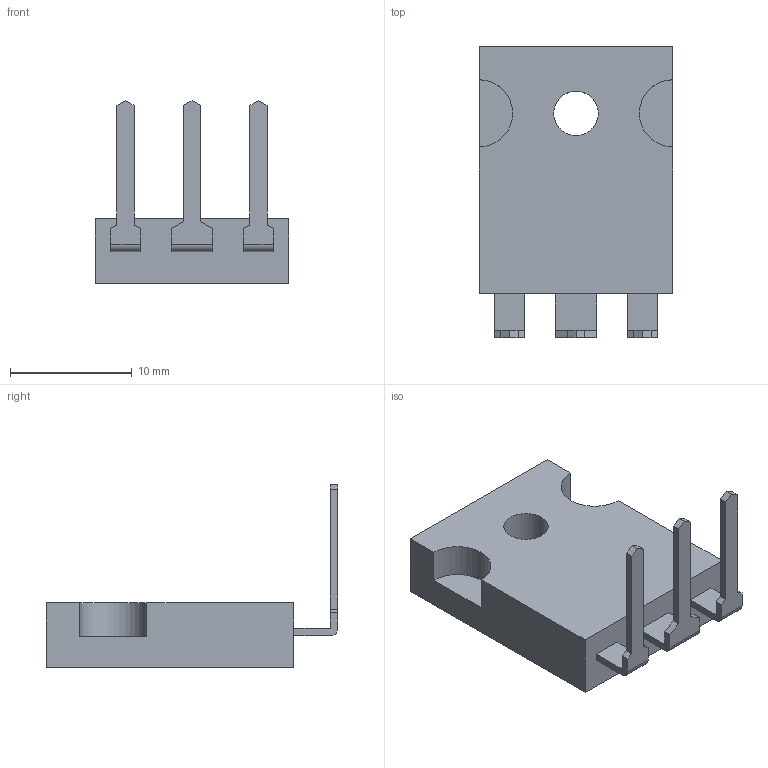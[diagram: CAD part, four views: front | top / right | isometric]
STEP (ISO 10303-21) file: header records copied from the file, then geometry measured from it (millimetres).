
FILE_DESCRIPTION(/* description */ (''),/* implementation_level */ '2;1');
FILE_NAME(/* name */ 'TO-247 v20.step',/* time_stamp */ '2019-01-24T14:57:16-06:00',/* author */ ('bmboucher'),/* organization */ (''),/* preprocessor_version */ 'ST-DEVELOPER v17.2',/* originating_system */ 'Autodesk Translation Framework v7.6.0.251',/* authorisation */ '');
FILE_SCHEMA (('AUTOMOTIVE_DESIGN { 1 0 10303 214 3 1 1 }'));
Length unit declared in the file: millimetre
Products named in the file (1): TO-247
Bounding box: 15.9 x 23.9 x 15 mm (x, y, z)
Volume: 1638.6 mm3; surface area: 1315.9 mm2
Topology: 4 solids, 4 shells, 53 faces, 136 edges, 91 vertices
Faces by surface type: plane 47, cylinder 6
Full cylindrical faces by diameter (mm): 3.65 x1
Entity records: 1639 total; most frequent: CARTESIAN_POINT 281, ORIENTED_EDGE 272, DIRECTION 257, EDGE_CURVE 136, LINE 123, VECTOR 123, VERTEX_POINT 91, AXIS2_PLACEMENT_3D 67
